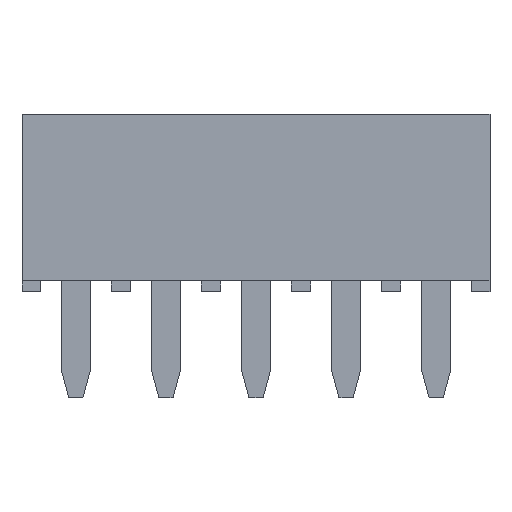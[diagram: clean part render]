
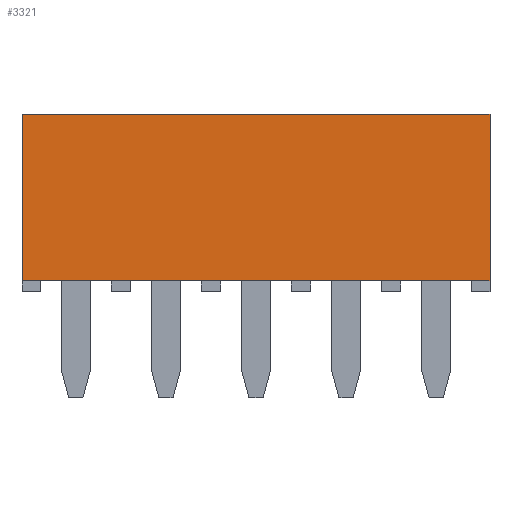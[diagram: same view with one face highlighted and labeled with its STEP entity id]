
A CAD part, top view. The second image highlights one B-rep face of the part: STEP entity #3321.
In plain terms, the highlighted planar face has unit normal (0, 0, 1).
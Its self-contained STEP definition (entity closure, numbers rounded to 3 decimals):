
#159=FACE_OUTER_BOUND('',#357,.T.);
#357=EDGE_LOOP('',(#2419,#2420,#2421,#2422));
#532=LINE('',#4530,#986);
#546=LINE('',#4558,#1000);
#647=LINE('',#4769,#1101);
#687=LINE('',#4854,#1141);
#986=VECTOR('',#3687,10.);
#1000=VECTOR('',#3709,51.3);
#1101=VECTOR('',#3832,4.7);
#1141=VECTOR('',#3924,51.3);
#1434=VERTEX_POINT('',#4516);
#1440=VERTEX_POINT('',#4528);
#1450=VERTEX_POINT('',#4557);
#1549=VERTEX_POINT('',#4768);
#1736=EDGE_CURVE('',#1434,#1440,#532,.T.);
#1750=EDGE_CURVE('',#1450,#1434,#546,.T.);
#1851=EDGE_CURVE('',#1549,#1450,#647,.T.);
#1891=EDGE_CURVE('',#1549,#1440,#687,.T.);
#2419=ORIENTED_EDGE('',*,*,#1736,.T.);
#2420=ORIENTED_EDGE('',*,*,#1891,.F.);
#2421=ORIENTED_EDGE('',*,*,#1851,.T.);
#2422=ORIENTED_EDGE('',*,*,#1750,.T.);
#3132=PLANE('',#3525);
#3321=ADVANCED_FACE('',(#159),#3132,.T.);
#3525=AXIS2_PLACEMENT_3D('',#4853,#3922,#3923);
#3687=DIRECTION('',(0.,1.,0.));
#3709=DIRECTION('',(1.,0.,0.));
#3832=DIRECTION('',(0.,-1.,0.));
#3922=DIRECTION('center_axis',(0.,0.,1.));
#3923=DIRECTION('ref_axis',(0.,-1.,0.));
#3924=DIRECTION('',(1.,0.,0.));
#4516=CARTESIAN_POINT('',(-12.45,0.3,1.25));
#4528=CARTESIAN_POINT('',(-12.45,5.,1.25));
#4530=CARTESIAN_POINT('',(-12.45,3.9,1.25));
#4557=CARTESIAN_POINT('',(-25.65,0.3,1.25));
#4558=CARTESIAN_POINT('',(-25.65,0.3,1.25));
#4768=CARTESIAN_POINT('',(-25.65,5.,1.25));
#4769=CARTESIAN_POINT('',(-25.65,5.,1.25));
#4853=CARTESIAN_POINT('Origin',(-25.65,5.,1.25));
#4854=CARTESIAN_POINT('',(-25.65,5.,1.25));
